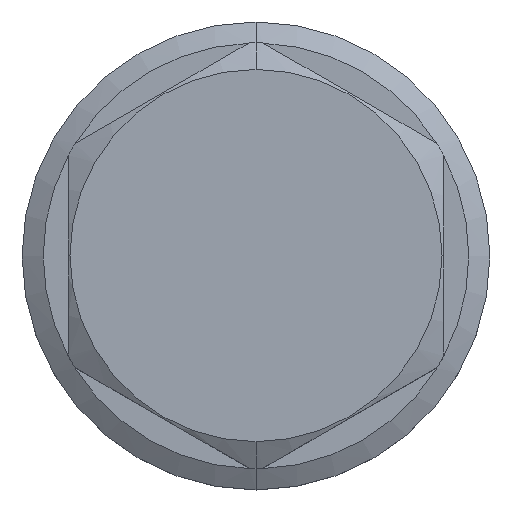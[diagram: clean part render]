
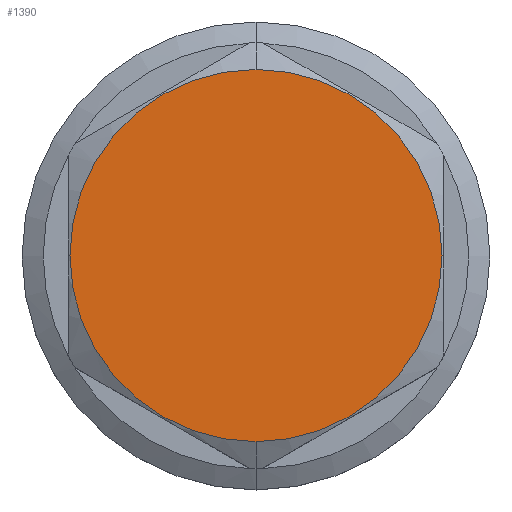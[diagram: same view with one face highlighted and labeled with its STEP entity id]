
A CAD part, top view. The second image highlights one B-rep face of the part: STEP entity #1390.
In plain terms, the highlighted planar face has unit normal (0, 0, 1).
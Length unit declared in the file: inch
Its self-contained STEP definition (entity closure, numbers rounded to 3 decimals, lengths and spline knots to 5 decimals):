
#485=CARTESIAN_POINT('',(0.,0.,0.969));
#486=DIRECTION('',(0.,0.,1.));
#487=DIRECTION('',(0.,-1.,0.));
#488=AXIS2_PLACEMENT_3D('',#485,#486,#487);
#490=CARTESIAN_POINT('',(0.,0.,0.969));
#491=DIRECTION('',(0.,0.,1.));
#492=DIRECTION('',(0.,1.,0.));
#493=AXIS2_PLACEMENT_3D('',#490,#491,#492);
#655=CARTESIAN_POINT('',(0.,-0.62,0.969));
#656=CARTESIAN_POINT('',(0.,0.62,0.969));
#657=VERTEX_POINT('',#655);
#658=VERTEX_POINT('',#656);
#1381=CARTESIAN_POINT('',(0.,0.,0.969));
#1382=DIRECTION('',(0.,0.,1.));
#1383=DIRECTION('',(0.,1.,0.));
#1384=AXIS2_PLACEMENT_3D('',#1381,#1382,#1383);
#1385=PLANE('',#1384);
#1386=ORIENTED_EDGE('',*,*,#1151,.F.);
#1387=ORIENTED_EDGE('',*,*,#1372,.F.);
#1388=EDGE_LOOP('',(#1386,#1387));
#1389=FACE_OUTER_BOUND('',#1388,.F.);
#1390=ADVANCED_FACE('',(#1389),#1385,.T.);
#489=CIRCLE('',#488,0.62);
#494=CIRCLE('',#493,0.62);
#1151=EDGE_CURVE('',#657,#658,#489,.T.);
#1372=EDGE_CURVE('',#658,#657,#494,.T.);
